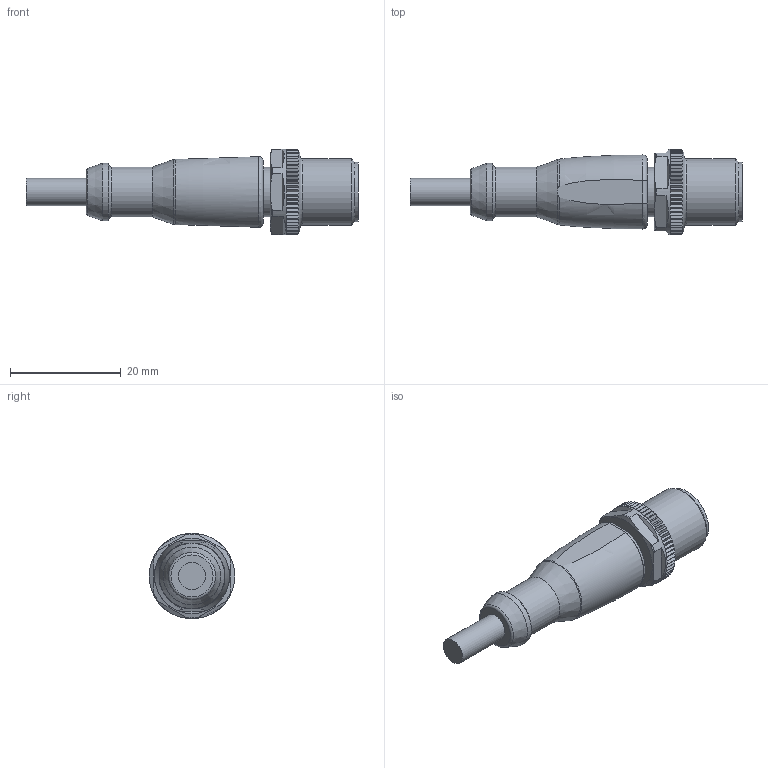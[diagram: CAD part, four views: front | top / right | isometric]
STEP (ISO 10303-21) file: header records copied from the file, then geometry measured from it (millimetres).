
FILE_DESCRIPTION(/* description */ ('Alibre Inc.'),/* implementation_level */ '2;1');
FILE_NAME(/* name */ 'export-562F37A6-F2CE-41BC-9C22-B387EA0FD2F2',/* time_stamp */ '2025-01-28T14:44:20+01:00',/* author */ (''),/* organization */ (''),/* preprocessor_version */ 'ST-DEVELOPER v17',/* originating_system */ 'Alibre',/* authorisation */ '');
FILE_SCHEMA (('AUTOMOTIVE_DESIGN'));
Length unit declared in the file: millimetre
Products named in the file (1): _EVC076
Bounding box: 60 x 15.46 x 15.46 mm (x, y, z)
Volume: 5070 mm3; surface area: 2702.7 mm2
Topology: 1 solids, 1 shells, 244 faces, 708 edges, 464 vertices
Faces by surface type: plane 205, torus 20, cylinder 12, cone 7
Full cylindrical faces by diameter (mm): 4.9 x1, 8.3 x1, 8.9 x1, 9 x1, 10.4 x1, 10.7 x1, 12 x1, 15.46 x1
Entity records: 8021 total; most frequent: CARTESIAN_POINT 2131, ORIENTED_EDGE 1400, DIRECTION 977, EDGE_CURVE 700, VERTEX_POINT 464, AXIS2_PLACEMENT_3D 426, VECTOR 346, LINE 346
